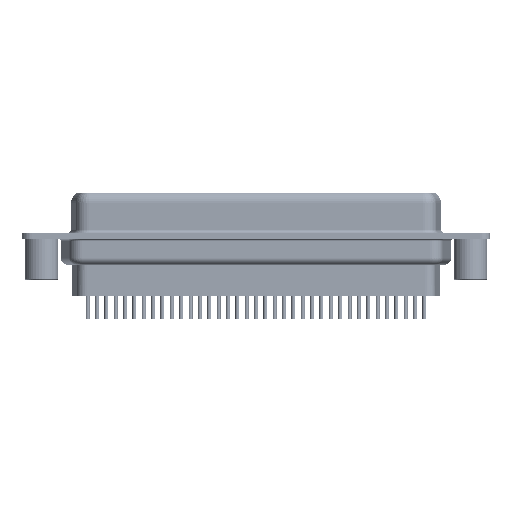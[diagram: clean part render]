
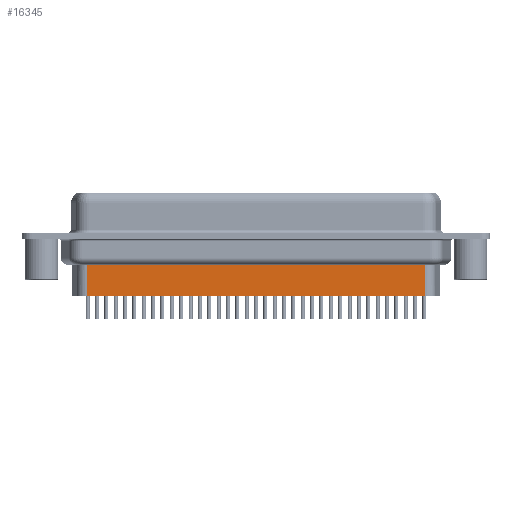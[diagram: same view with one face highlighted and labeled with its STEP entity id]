
A CAD part, front view. The second image highlights one B-rep face of the part: STEP entity #16345.
In plain terms, the highlighted planar face has unit normal (0, -1, 0).
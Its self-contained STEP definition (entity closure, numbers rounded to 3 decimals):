
#1414 = CARTESIAN_POINT ( 'NONE',  ( 6.706, -3.5, -8.85 ) ) ;
#1564 = EDGE_CURVE ( 'NONE', #10100, #11277, #19995, .T. ) ;
#2939 = CARTESIAN_POINT ( 'NONE',  ( 6.706, -3.5, -8.85 ) ) ;
#4142 = VECTOR ( 'NONE', #25171, 1000. ) ;
#4746 = ORIENTED_EDGE ( 'NONE', *, *, #15092, .F. ) ;
#4758 = DIRECTION ( 'NONE',  ( 0., 0., -1. ) ) ;
#6326 = ORIENTED_EDGE ( 'NONE', *, *, #1564, .F. ) ;
#7143 = CARTESIAN_POINT ( 'NONE',  ( 56.794, -3.5, -3.1 ) ) ;
#7607 = AXIS2_PLACEMENT_3D ( 'NONE', #28516, #33243, #10113 ) ;
#7756 = LINE ( 'NONE', #28041, #4142 ) ;
#8395 = CARTESIAN_POINT ( 'NONE',  ( 56.794, -3.5, -4.097 ) ) ;
#10100 = VERTEX_POINT ( 'NONE', #8395 ) ;
#10113 = DIRECTION ( 'NONE',  ( 1., 0., 0. ) ) ;
#11143 = LINE ( 'NONE', #28551, #24377 ) ;
#11277 = VERTEX_POINT ( 'NONE', #21569 ) ;
#13413 = ORIENTED_EDGE ( 'NONE', *, *, #24767, .T. ) ;
#13621 = VERTEX_POINT ( 'NONE', #15725 ) ;
#15092 = EDGE_CURVE ( 'NONE', #11277, #30847, #32160, .T. ) ;
#15725 = CARTESIAN_POINT ( 'NONE',  ( 6.706, -3.5, -4.097 ) ) ;
#16345 = ADVANCED_FACE ( 'NONE', ( #22965 ), #18228, .T. ) ;
#18228 = PLANE ( 'NONE',  #7607 ) ;
#18355 = VECTOR ( 'NONE', #23899, 1000. ) ;
#18909 = DIRECTION ( 'NONE',  ( 0., 0., -1. ) ) ;
#19346 = EDGE_LOOP ( 'NONE', ( #6326, #13413, #24993, #4746 ) ) ;
#19995 = LINE ( 'NONE', #7143, #20060 ) ;
#20060 = VECTOR ( 'NONE', #4758, 1000. ) ;
#21569 = CARTESIAN_POINT ( 'NONE',  ( 56.794, -3.5, -8.85 ) ) ;
#22965 = FACE_OUTER_BOUND ( 'NONE', #19346, .T. ) ;
#23899 = DIRECTION ( 'NONE',  ( -1., 0., 0. ) ) ;
#24377 = VECTOR ( 'NONE', #18909, 1000. ) ;
#24767 = EDGE_CURVE ( 'NONE', #10100, #13621, #7756, .T. ) ;
#24993 = ORIENTED_EDGE ( 'NONE', *, *, #28264, .T. ) ;
#25171 = DIRECTION ( 'NONE',  ( -1., 0., 0. ) ) ;
#28041 = CARTESIAN_POINT ( 'NONE',  ( 6.459, -3.5, -4.097 ) ) ;
#28264 = EDGE_CURVE ( 'NONE', #13621, #30847, #11143, .T. ) ;
#28516 = CARTESIAN_POINT ( 'NONE',  ( 6.706, -3.5, -3.1 ) ) ;
#28551 = CARTESIAN_POINT ( 'NONE',  ( 6.706, -3.5, -3.1 ) ) ;
#30847 = VERTEX_POINT ( 'NONE', #2939 ) ;
#32160 = LINE ( 'NONE', #1414, #18355 ) ;
#33243 = DIRECTION ( 'NONE',  ( 0., -1., 0. ) ) ;
